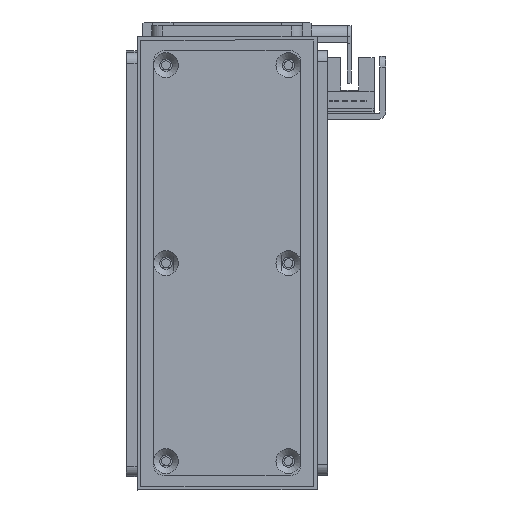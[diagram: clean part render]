
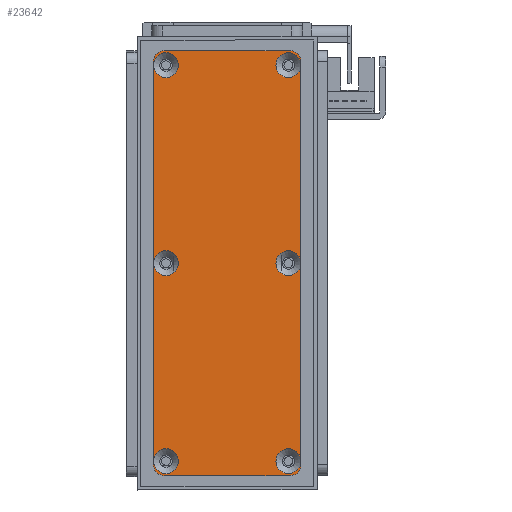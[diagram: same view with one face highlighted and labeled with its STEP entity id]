
A CAD part, front view. The second image highlights one B-rep face of the part: STEP entity #23642.
In plain terms, the highlighted face is planar.
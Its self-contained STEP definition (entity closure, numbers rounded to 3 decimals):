
#968=FACE_BOUND('',#4373,.T.);
#969=FACE_BOUND('',#4374,.T.);
#970=FACE_BOUND('',#4375,.T.);
#971=FACE_BOUND('',#4376,.T.);
#972=FACE_BOUND('',#4377,.T.);
#973=FACE_BOUND('',#4378,.T.);
#1560=PLANE('',#26345);
#2706=FACE_OUTER_BOUND('',#4372,.T.);
#4372=EDGE_LOOP('',(#20988,#20989,#20990,#20991,#20992,#20993,#20994,#20995));
#4373=EDGE_LOOP('',(#20996));
#4374=EDGE_LOOP('',(#20997));
#4375=EDGE_LOOP('',(#20998));
#4376=EDGE_LOOP('',(#20999));
#4377=EDGE_LOOP('',(#21000));
#4378=EDGE_LOOP('',(#21001));
#6395=LINE('',#40531,#8568);
#6399=LINE('',#40543,#8572);
#6403=LINE('',#40555,#8576);
#6407=LINE('',#40565,#8580);
#8568=VECTOR('',#32432,10.);
#8572=VECTOR('',#32444,10.);
#8576=VECTOR('',#32456,10.);
#8580=VECTOR('',#32468,10.);
#9757=CIRCLE('',#26299,3.45);
#9760=CIRCLE('',#26304,3.45);
#9763=CIRCLE('',#26309,3.45);
#9766=CIRCLE('',#26314,3.45);
#9769=CIRCLE('',#26319,3.45);
#9772=CIRCLE('',#26324,3.45);
#9776=CIRCLE('',#26330,3.);
#9778=CIRCLE('',#26334,3.);
#9780=CIRCLE('',#26338,3.);
#9782=CIRCLE('',#26342,3.);
#11774=VERTEX_POINT('',#40459);
#11777=VERTEX_POINT('',#40469);
#11780=VERTEX_POINT('',#40479);
#11783=VERTEX_POINT('',#40489);
#11786=VERTEX_POINT('',#40499);
#11789=VERTEX_POINT('',#40509);
#11794=VERTEX_POINT('',#40522);
#11795=VERTEX_POINT('',#40524);
#11797=VERTEX_POINT('',#40530);
#11799=VERTEX_POINT('',#40536);
#11801=VERTEX_POINT('',#40542);
#11803=VERTEX_POINT('',#40548);
#11805=VERTEX_POINT('',#40554);
#11807=VERTEX_POINT('',#40560);
#14877=EDGE_CURVE('',#11774,#11774,#9757,.T.);
#14882=EDGE_CURVE('',#11777,#11777,#9760,.T.);
#14887=EDGE_CURVE('',#11780,#11780,#9763,.T.);
#14892=EDGE_CURVE('',#11783,#11783,#9766,.T.);
#14897=EDGE_CURVE('',#11786,#11786,#9769,.T.);
#14902=EDGE_CURVE('',#11789,#11789,#9772,.T.);
#14909=EDGE_CURVE('',#11795,#11794,#9776,.T.);
#14912=EDGE_CURVE('',#11797,#11795,#6395,.T.);
#14915=EDGE_CURVE('',#11799,#11797,#9778,.T.);
#14918=EDGE_CURVE('',#11801,#11799,#6399,.T.);
#14921=EDGE_CURVE('',#11803,#11801,#9780,.T.);
#14924=EDGE_CURVE('',#11805,#11803,#6403,.T.);
#14927=EDGE_CURVE('',#11807,#11805,#9782,.T.);
#14930=EDGE_CURVE('',#11794,#11807,#6407,.T.);
#20988=ORIENTED_EDGE('',*,*,#14930,.T.);
#20989=ORIENTED_EDGE('',*,*,#14927,.T.);
#20990=ORIENTED_EDGE('',*,*,#14924,.T.);
#20991=ORIENTED_EDGE('',*,*,#14921,.T.);
#20992=ORIENTED_EDGE('',*,*,#14918,.T.);
#20993=ORIENTED_EDGE('',*,*,#14915,.T.);
#20994=ORIENTED_EDGE('',*,*,#14912,.T.);
#20995=ORIENTED_EDGE('',*,*,#14909,.T.);
#20996=ORIENTED_EDGE('',*,*,#14877,.T.);
#20997=ORIENTED_EDGE('',*,*,#14882,.T.);
#20998=ORIENTED_EDGE('',*,*,#14887,.T.);
#20999=ORIENTED_EDGE('',*,*,#14892,.T.);
#21000=ORIENTED_EDGE('',*,*,#14897,.T.);
#21001=ORIENTED_EDGE('',*,*,#14902,.T.);
#23642=ADVANCED_FACE('',(#2706,#968,#969,#970,#971,#972,#973),#1560,.T.);
#26299=AXIS2_PLACEMENT_3D('',#40460,#32351,#32352);
#26304=AXIS2_PLACEMENT_3D('',#40470,#32363,#32364);
#26309=AXIS2_PLACEMENT_3D('',#40480,#32375,#32376);
#26314=AXIS2_PLACEMENT_3D('',#40490,#32387,#32388);
#26319=AXIS2_PLACEMENT_3D('',#40500,#32399,#32400);
#26324=AXIS2_PLACEMENT_3D('',#40510,#32411,#32412);
#26330=AXIS2_PLACEMENT_3D('',#40525,#32426,#32427);
#26334=AXIS2_PLACEMENT_3D('',#40537,#32438,#32439);
#26338=AXIS2_PLACEMENT_3D('',#40549,#32450,#32451);
#26342=AXIS2_PLACEMENT_3D('',#40561,#32462,#32463);
#26345=AXIS2_PLACEMENT_3D('',#40567,#32471,#32472);
#32351=DIRECTION('center_axis',(0.,0.,-1.));
#32352=DIRECTION('ref_axis',(1.,0.,0.));
#32363=DIRECTION('center_axis',(0.,0.,-1.));
#32364=DIRECTION('ref_axis',(1.,0.,0.));
#32375=DIRECTION('center_axis',(0.,0.,-1.));
#32376=DIRECTION('ref_axis',(1.,0.,0.));
#32387=DIRECTION('center_axis',(0.,0.,-1.));
#32388=DIRECTION('ref_axis',(1.,0.,0.));
#32399=DIRECTION('center_axis',(0.,0.,-1.));
#32400=DIRECTION('ref_axis',(1.,0.,0.));
#32411=DIRECTION('center_axis',(0.,0.,-1.));
#32412=DIRECTION('ref_axis',(1.,0.,0.));
#32426=DIRECTION('center_axis',(0.,0.,1.));
#32427=DIRECTION('ref_axis',(-1.,0.,0.));
#32432=DIRECTION('',(0.,1.,0.));
#32438=DIRECTION('center_axis',(0.,0.,1.));
#32439=DIRECTION('ref_axis',(0.,1.,0.));
#32444=DIRECTION('',(1.,0.,0.));
#32450=DIRECTION('center_axis',(0.,0.,1.));
#32451=DIRECTION('ref_axis',(1.,0.,0.));
#32456=DIRECTION('',(0.,-1.,0.));
#32462=DIRECTION('center_axis',(0.,0.,1.));
#32463=DIRECTION('ref_axis',(0.,-1.,0.));
#32468=DIRECTION('',(-1.,0.,0.));
#32471=DIRECTION('center_axis',(0.,0.,1.));
#32472=DIRECTION('ref_axis',(1.,0.,0.));
#40459=CARTESIAN_POINT('',(110.55,3.5,3.));
#40460=CARTESIAN_POINT('Origin',(114.,3.5,3.));
#40469=CARTESIAN_POINT('',(55.55,37.5,3.));
#40470=CARTESIAN_POINT('Origin',(59.,37.5,3.));
#40479=CARTESIAN_POINT('',(55.55,3.5,3.));
#40480=CARTESIAN_POINT('Origin',(59.,3.5,3.));
#40489=CARTESIAN_POINT('',(0.55,37.5,3.));
#40490=CARTESIAN_POINT('Origin',(4.,37.5,3.));
#40499=CARTESIAN_POINT('',(110.55,37.5,3.));
#40500=CARTESIAN_POINT('Origin',(114.,37.5,3.));
#40509=CARTESIAN_POINT('',(0.55,3.5,3.));
#40510=CARTESIAN_POINT('Origin',(4.,3.5,3.));
#40522=CARTESIAN_POINT('',(115.,41.,3.));
#40524=CARTESIAN_POINT('',(118.,38.,3.));
#40525=CARTESIAN_POINT('Origin',(115.,38.,3.));
#40530=CARTESIAN_POINT('',(118.,3.,3.));
#40531=CARTESIAN_POINT('',(118.,38.,3.));
#40536=CARTESIAN_POINT('',(115.,0.,3.));
#40537=CARTESIAN_POINT('Origin',(115.,3.,3.));
#40542=CARTESIAN_POINT('',(3.,0.,3.));
#40543=CARTESIAN_POINT('',(115.,0.,3.));
#40548=CARTESIAN_POINT('',(0.,3.,3.));
#40549=CARTESIAN_POINT('Origin',(3.,3.,3.));
#40554=CARTESIAN_POINT('',(0.,38.,3.));
#40555=CARTESIAN_POINT('',(0.,3.,3.));
#40560=CARTESIAN_POINT('',(3.,41.,3.));
#40561=CARTESIAN_POINT('Origin',(3.,38.,3.));
#40565=CARTESIAN_POINT('',(3.,41.,3.));
#40567=CARTESIAN_POINT('Origin',(59.,20.5,3.));
